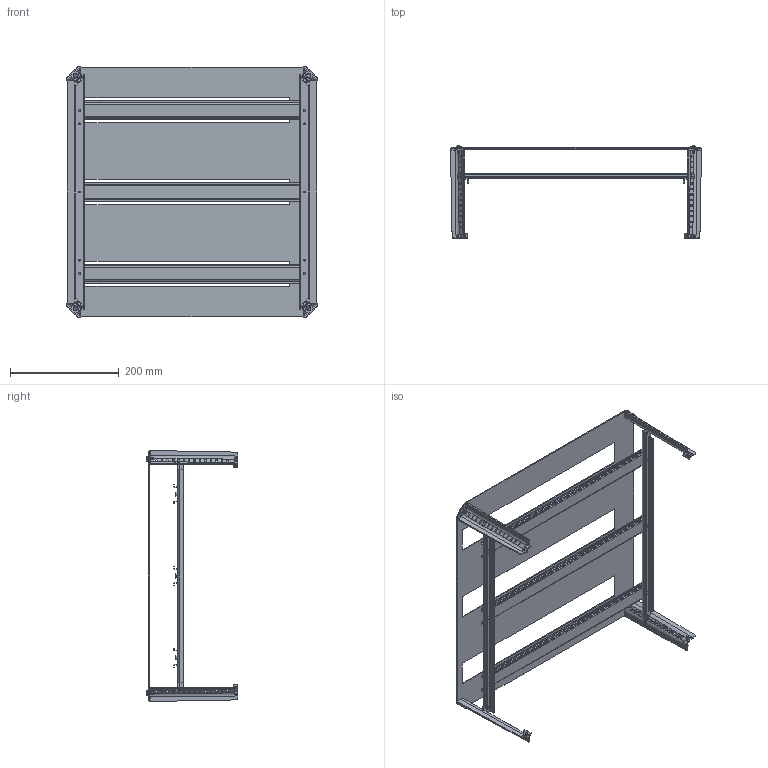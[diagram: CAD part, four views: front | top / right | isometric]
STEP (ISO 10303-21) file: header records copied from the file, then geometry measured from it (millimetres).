
FILE_DESCRIPTION (( 'STEP AP203' ), '1' );
FILE_NAME ('Fibox Arca IEC DRS 3x22 505021.STEP', '2021-11-29T09:59:04', ( '' ), ( '' ), 'SwSTEP 2.0', 'SolidWorks 2020', '' );
FILE_SCHEMA (( 'CONFIG_CONTROL_DESIGN' ));
Length unit declared in the file: millimetre
Products named in the file (7): CB ARCA 21; Fibox Arca IEC DRS 3x22 505021; FCX 500 DIN Rail; PT5x10; M4x10 Thread forming PZ; FP 3x22 5050; SB ARCA 50
Assembly tree (20 placements, depth 2):
  Fibox Arca IEC DRS 3x22 505021
    FP 3x22 5050
    CB ARCA 21  x4
    SB ARCA 50  x2
    FCX 500 DIN Rail  x3
    M4x10 Thread forming PZ  x6
    PT5x10  x4
Bounding box: 461.05 x 168.89 x 461.05 mm (x, y, z)
Volume: 497296.5 mm3; surface area: 562656.2 mm2
Topology: 20 solids, 20 shells, 2223 faces, 6193 edges, 4094 vertices
Faces by surface type: plane 1258, bspline 376, cone 272, cylinder 269, torus 40, sphere 8
Entity records: 27890 total; most frequent: CARTESIAN_POINT 11702, ORIENTED_EDGE 3406, DIRECTION 2723, EDGE_CURVE 1703, VERTEX_POINT 1122, LINE 1005, VECTOR 1005, AXIS2_PLACEMENT_3D 859
